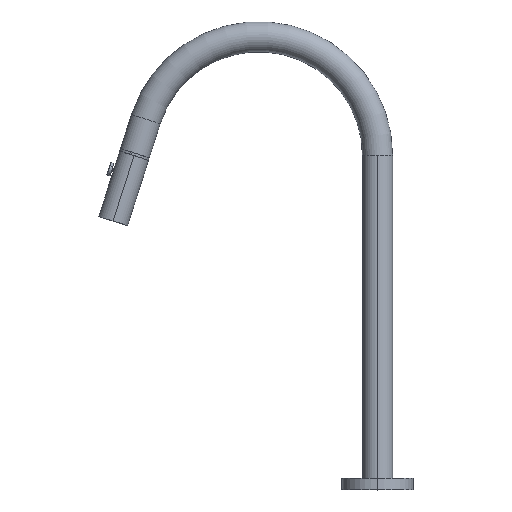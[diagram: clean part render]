
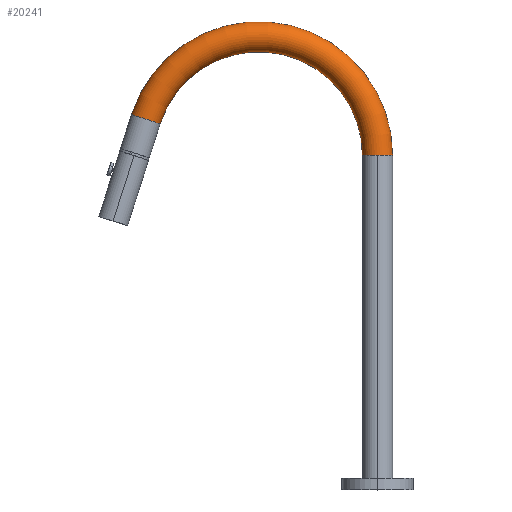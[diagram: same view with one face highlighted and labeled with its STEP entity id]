
A CAD part, top view. The second image highlights one B-rep face of the part: STEP entity #20241.
In plain terms, the highlighted toroidal (fillet/blend) face has major radius 100 mm and minor radius 12.7 mm.
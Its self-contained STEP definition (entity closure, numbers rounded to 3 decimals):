
#289 = CARTESIAN_POINT ( 'NONE',  ( -12.7, 341.8, 0. ) ) ;
#4288 = CARTESIAN_POINT ( 'NONE',  ( -183.129, 368.463, 0. ) ) ;
#4296 = CARTESIAN_POINT ( 'NONE',  ( 0., 341.8, 0. ) ) ;
#4714 = TOROIDAL_SURFACE ( 'NONE', #22058, 100., 12.7 ) ;
#6013 = ORIENTED_EDGE ( 'NONE', *, *, #21709, .T. ) ;
#6967 = DIRECTION ( 'NONE',  ( 0., 0., 1. ) ) ;
#8759 = AXIS2_PLACEMENT_3D ( 'NONE', #9384, #28001, #12054 ) ;
#9384 = CARTESIAN_POINT ( 'NONE',  ( -100., 341.8, 0. ) ) ;
#9405 = VERTEX_POINT ( 'NONE', #10209 ) ;
#9638 = AXIS2_PLACEMENT_3D ( 'NONE', #30879, #14978, #33534 ) ;
#10209 = CARTESIAN_POINT ( 'NONE',  ( -207.315, 376.22, 0. ) ) ;
#10500 = CARTESIAN_POINT ( 'NONE',  ( -195.222, 372.342, 0. ) ) ;
#12054 = DIRECTION ( 'NONE',  ( 1., 0., 0. ) ) ;
#12198 = CARTESIAN_POINT ( 'NONE',  ( 0., 341.8, 0. ) ) ;
#12342 = AXIS2_PLACEMENT_3D ( 'NONE', #10500, #29122, #13170 ) ;
#13170 = DIRECTION ( 'NONE',  ( 0., 0., 1. ) ) ;
#13173 = CARTESIAN_POINT ( 'NONE',  ( -100., 341.8, 0. ) ) ;
#13561 = CIRCLE ( 'NONE', #12342, 12.7 ) ;
#14571 = ORIENTED_EDGE ( 'NONE', *, *, #18901, .T. ) ;
#14916 = DIRECTION ( 'NONE',  ( 0., 0., 1. ) ) ;
#14978 = DIRECTION ( 'NONE',  ( 0., 0., 1. ) ) ;
#15960 = VERTEX_POINT ( 'NONE', #289 ) ;
#16000 = DIRECTION ( 'NONE',  ( 1., 0., 0. ) ) ;
#16832 = ORIENTED_EDGE ( 'NONE', *, *, #17822, .F. ) ;
#17822 = EDGE_CURVE ( 'NONE', #32613, #9405, #13561, .T. ) ;
#18295 = CARTESIAN_POINT ( 'NONE',  ( 12.7, 341.8, 0. ) ) ;
#18901 = EDGE_CURVE ( 'NONE', #19549, #22456, #20542, .T. ) ;
#19549 = VERTEX_POINT ( 'NONE', #31225 ) ;
#20241 = ADVANCED_FACE ( 'NONE', ( #20573 ), #4714, .T. ) ;
#20542 = CIRCLE ( 'NONE', #34002, 12.7 ) ;
#20573 = FACE_OUTER_BOUND ( 'NONE', #32154, .T. ) ;
#21487 = ORIENTED_EDGE ( 'NONE', *, *, #22843, .T. ) ;
#21709 = EDGE_CURVE ( 'NONE', #22456, #9405, #31151, .T. ) ;
#22058 = AXIS2_PLACEMENT_3D ( 'NONE', #13173, #31906, #16000 ) ;
#22310 = EDGE_CURVE ( 'NONE', #15960, #32613, #34389, .T. ) ;
#22456 = VERTEX_POINT ( 'NONE', #18295 ) ;
#22843 = EDGE_CURVE ( 'NONE', #15960, #19549, #28619, .T. ) ;
#22967 = DIRECTION ( 'NONE',  ( 0., 1., 0. ) ) ;
#24872 = AXIS2_PLACEMENT_3D ( 'NONE', #4296, #22967, #6967 ) ;
#26686 = ORIENTED_EDGE ( 'NONE', *, *, #22310, .F. ) ;
#28001 = DIRECTION ( 'NONE',  ( 0., 0., 1. ) ) ;
#28619 = CIRCLE ( 'NONE', #24872, 12.7 ) ;
#29122 = DIRECTION ( 'NONE',  ( -0.305, -0.952, 0. ) ) ;
#30822 = DIRECTION ( 'NONE',  ( 0., 1., 0. ) ) ;
#30879 = CARTESIAN_POINT ( 'NONE',  ( -100., 341.8, 0. ) ) ;
#31151 = CIRCLE ( 'NONE', #8759, 112.7 ) ;
#31225 = CARTESIAN_POINT ( 'NONE',  ( 0., 341.8, 12.7 ) ) ;
#31906 = DIRECTION ( 'NONE',  ( 0., 0., 1. ) ) ;
#32154 = EDGE_LOOP ( 'NONE', ( #14571, #6013, #16832, #26686, #21487 ) ) ;
#32613 = VERTEX_POINT ( 'NONE', #4288 ) ;
#33534 = DIRECTION ( 'NONE',  ( 1., 0., 0. ) ) ;
#34002 = AXIS2_PLACEMENT_3D ( 'NONE', #12198, #30822, #14916 ) ;
#34389 = CIRCLE ( 'NONE', #9638, 87.3 ) ;
